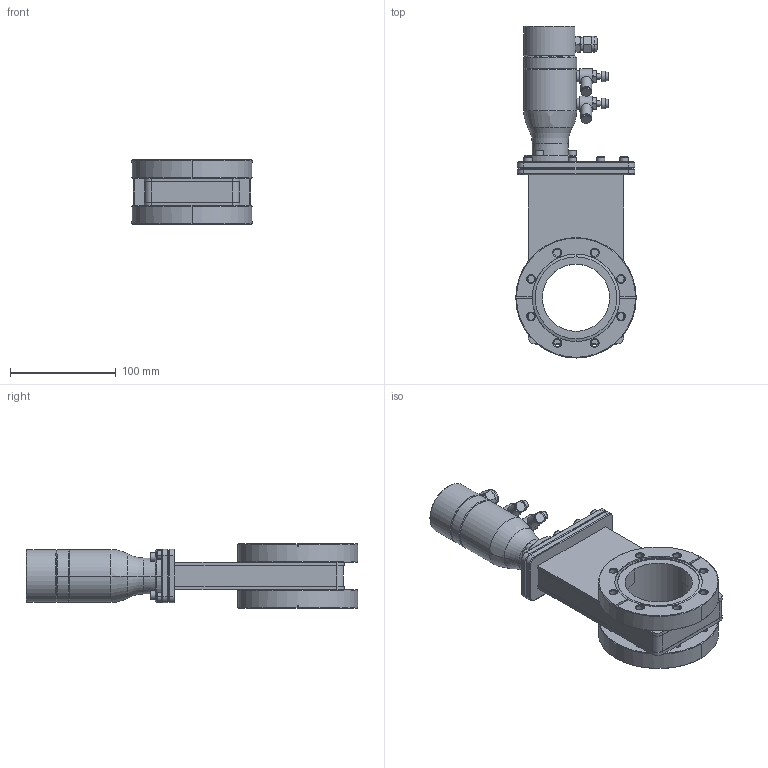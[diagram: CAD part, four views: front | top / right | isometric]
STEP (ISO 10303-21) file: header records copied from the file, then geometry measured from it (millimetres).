
FILE_DESCRIPTION((''),'2;1');
FILE_NAME('11212-0250R','2011-02-17T',('matt'),(''),'PRO/ENGINEER BY PARAMETRIC TECHNOLOGY CORPORATION, 2010280','PRO/ENGINEER BY PARAMETRIC TECHNOLOGY CORPORATION, 2010280','');
FILE_SCHEMA(('CONFIG_CONTROL_DESIGN'));
Length unit declared in the file: inch
Products named in the file (1): 11212-0250R
Bounding box: 113.54 x 313.33 x 61.09 mm (x, y, z)
Volume: 820456.5 mm3; surface area: 110930.7 mm2
Topology: 1 solids, 1 shells, 493 faces, 1171 edges, 710 vertices
Faces by surface type: plane 223, cone 136, cylinder 128, torus 4, bspline 2
Entity records: 14589 total; most frequent: CARTESIAN_POINT 3055, DIRECTION 2476, ORIENTED_EDGE 2342, EDGE_CURVE 1171, AXIS2_PLACEMENT_3D 942, VERTEX_POINT 710, VECTOR 592, LINE 592
